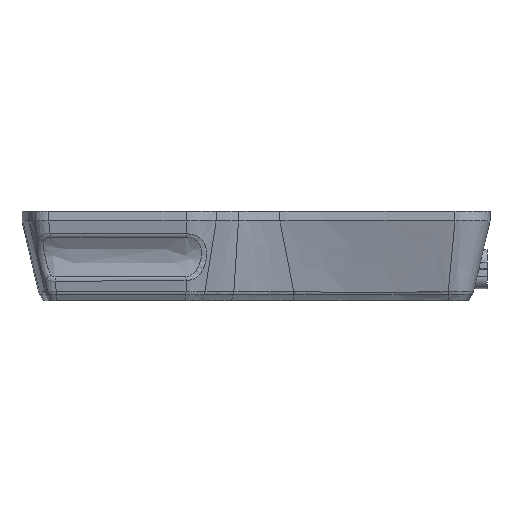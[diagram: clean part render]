
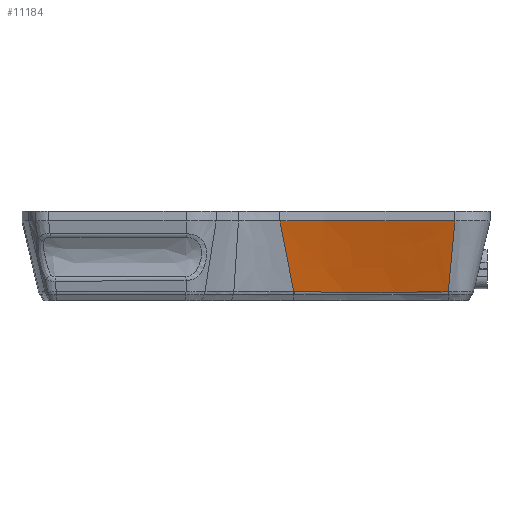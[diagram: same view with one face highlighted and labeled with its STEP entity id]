
A CAD part, left-side view. The second image highlights one B-rep face of the part: STEP entity #11184.
In plain terms, the highlighted free-form (B-spline) face has degree [3, 3] with [10, 4] control points.
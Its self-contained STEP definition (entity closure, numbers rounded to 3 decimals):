
#160=(
BOUNDED_CURVE()
B_SPLINE_CURVE(3,(#17101,#17102,#17103,#17104),.UNSPECIFIED.,.F.,.F.)
B_SPLINE_CURVE_WITH_KNOTS((4,4),(-1.,0.),.UNSPECIFIED.)
CURVE()
GEOMETRIC_REPRESENTATION_ITEM()
RATIONAL_B_SPLINE_CURVE((1.,1.,1.,1.))
REPRESENTATION_ITEM('')
);
#935=B_SPLINE_SURFACE_WITH_KNOTS('',3,3,((#23606,#23607,#23608,#23609),
(#23610,#23611,#23612,#23613),(#23614,#23615,#23616,#23617),(#23618,#23619,
#23620,#23621),(#23622,#23623,#23624,#23625),(#23626,#23627,#23628,#23629),
(#23630,#23631,#23632,#23633),(#23634,#23635,#23636,#23637),(#23638,#23639,
#23640,#23641),(#23642,#23643,#23644,#23645)),.UNSPECIFIED.,.F.,.F.,.F.,
(4,1,1,1,1,1,1,4),(4,4),(0.,0.143,0.286,0.429,
0.571,0.714,0.857,1.),(0.018,
1.),.UNSPECIFIED.);
#1441=FACE_OUTER_BOUND('',#2111,.T.);
#2111=EDGE_LOOP('',(#8541,#8542,#8543,#8544,#8545,#8546));
#2958=B_SPLINE_CURVE_WITH_KNOTS('',3,(#22934,#22935,#22936,#22937,#22938,
#22939,#22940,#22941),.UNSPECIFIED.,.F.,.F.,(4,1,1,1,1,4),(0.,
0.465,0.929,2.788,4.646,6.505),
 .UNSPECIFIED.);
#2961=B_SPLINE_CURVE_WITH_KNOTS('',3,(#22972,#22973,#22974,#22975),
 .UNSPECIFIED.,.F.,.F.,(4,4),(0.,0.008),
 .UNSPECIFIED.);
#2962=B_SPLINE_CURVE_WITH_KNOTS('',3,(#22992,#22993,#22994,#22995),
 .UNSPECIFIED.,.F.,.F.,(4,4),(0.,0.014),
 .UNSPECIFIED.);
#3210=LINE('',#23605,#3984);
#3211=LINE('',#23646,#3985);
#3984=VECTOR('',#13075,31.632);
#3985=VECTOR('',#13076,31.046);
#4790=VERTEX_POINT('',#17081);
#4792=VERTEX_POINT('',#17100);
#4954=VERTEX_POINT('',#21560);
#4965=VERTEX_POINT('',#21853);
#5015=VERTEX_POINT('',#22931);
#5016=VERTEX_POINT('',#22933);
#5962=EDGE_CURVE('',#4790,#4792,#160,.T.);
#6306=EDGE_CURVE('',#5015,#5016,#2958,.T.);
#6310=EDGE_CURVE('',#4965,#5015,#2961,.T.);
#6311=EDGE_CURVE('',#5016,#4954,#2962,.T.);
#6339=EDGE_CURVE('',#4954,#4792,#3210,.T.);
#6340=EDGE_CURVE('',#4965,#4790,#3211,.T.);
#8541=ORIENTED_EDGE('',*,*,#6311,.F.);
#8542=ORIENTED_EDGE('',*,*,#6306,.F.);
#8543=ORIENTED_EDGE('',*,*,#6310,.F.);
#8544=ORIENTED_EDGE('',*,*,#6340,.T.);
#8545=ORIENTED_EDGE('',*,*,#5962,.T.);
#8546=ORIENTED_EDGE('',*,*,#6339,.F.);
#11184=ADVANCED_FACE('',(#1441),#935,.F.);
#13075=DIRECTION('',(-0.257,0.185,0.948));
#13076=DIRECTION('',(-0.241,-0.09,0.966));
#17081=CARTESIAN_POINT('',(-36.911,-82.411,30.));
#17100=CARTESIAN_POINT('',(-36.896,-9.943,30.));
#17101=CARTESIAN_POINT('Ctrl Pts',(-36.911,-82.411,30.));
#17102=CARTESIAN_POINT('Ctrl Pts',(-36.501,-76.142,30.));
#17103=CARTESIAN_POINT('Ctrl Pts',(-33.3,-33.389,
30.));
#17104=CARTESIAN_POINT('Ctrl Pts',(-36.896,-9.943,30.));
#21560=CARTESIAN_POINT('',(-28.928,-15.684,0.622));
#21853=CARTESIAN_POINT('',(-29.586,-79.671,0.642));
#22931=CARTESIAN_POINT('',(-29.572,-79.594,0.641));
#22933=CARTESIAN_POINT('',(-28.907,-15.824,0.622));
#22934=CARTESIAN_POINT('Ctrl Pts',(-29.572,-79.594,
0.641));
#22935=CARTESIAN_POINT('Ctrl Pts',(-29.323,-78.15,
0.629));
#22936=CARTESIAN_POINT('Ctrl Pts',(-28.901,-75.165,
0.61));
#22937=CARTESIAN_POINT('Ctrl Pts',(-27.904,-66.089,
0.57));
#22938=CARTESIAN_POINT('Ctrl Pts',(-27.068,-52.314,
0.55));
#22939=CARTESIAN_POINT('Ctrl Pts',(-27.083,-33.957,
0.569));
#22940=CARTESIAN_POINT('Ctrl Pts',(-28.051,-21.804,
0.606));
#22941=CARTESIAN_POINT('Ctrl Pts',(-28.907,-15.824,
0.622));
#22972=CARTESIAN_POINT('Ctrl Pts',(-29.586,-79.671,
0.642));
#22973=CARTESIAN_POINT('Ctrl Pts',(-29.581,-79.645,
0.641));
#22974=CARTESIAN_POINT('Ctrl Pts',(-29.577,-79.62,
0.641));
#22975=CARTESIAN_POINT('Ctrl Pts',(-29.572,-79.594,
0.641));
#22992=CARTESIAN_POINT('Ctrl Pts',(-28.907,-15.824,
0.622));
#22993=CARTESIAN_POINT('Ctrl Pts',(-28.914,-15.777,
0.622));
#22994=CARTESIAN_POINT('Ctrl Pts',(-28.921,-15.731,0.622));
#22995=CARTESIAN_POINT('Ctrl Pts',(-28.928,-15.684,
0.622));
#23605=CARTESIAN_POINT('',(-28.759,-15.805,0.));
#23606=CARTESIAN_POINT('Ctrl Pts',(-29.563,-79.662,
0.55));
#23607=CARTESIAN_POINT('Ctrl Pts',(-32.012,-80.578,
10.367));
#23608=CARTESIAN_POINT('Ctrl Pts',(-34.462,-81.495,
20.183));
#23609=CARTESIAN_POINT('Ctrl Pts',(-36.911,-82.411,30.));
#23610=CARTESIAN_POINT('Ctrl Pts',(-29.31,-78.194,
0.55));
#23611=CARTESIAN_POINT('Ctrl Pts',(-31.824,-79.302,
10.367));
#23612=CARTESIAN_POINT('Ctrl Pts',(-34.338,-80.407,
20.183));
#23613=CARTESIAN_POINT('Ctrl Pts',(-36.853,-81.515,
30.));
#23614=CARTESIAN_POINT('Ctrl Pts',(-28.73,-74.173,
0.55));
#23615=CARTESIAN_POINT('Ctrl Pts',(-31.355,-75.45,
10.367));
#23616=CARTESIAN_POINT('Ctrl Pts',(-33.979,-76.729,
20.183));
#23617=CARTESIAN_POINT('Ctrl Pts',(-36.603,-78.006,
30.));
#23618=CARTESIAN_POINT('Ctrl Pts',(-27.838,-64.874,
0.55));
#23619=CARTESIAN_POINT('Ctrl Pts',(-30.542,-65.69,
10.367));
#23620=CARTESIAN_POINT('Ctrl Pts',(-33.247,-66.505,
20.183));
#23621=CARTESIAN_POINT('Ctrl Pts',(-35.951,-67.321,30.));
#23622=CARTESIAN_POINT('Ctrl Pts',(-27.199,-53.27,
0.55));
#23623=CARTESIAN_POINT('Ctrl Pts',(-29.913,-53.158,
10.367));
#23624=CARTESIAN_POINT('Ctrl Pts',(-32.628,-53.046,
20.183));
#23625=CARTESIAN_POINT('Ctrl Pts',(-35.342,-52.934,
30.));
#23626=CARTESIAN_POINT('Ctrl Pts',(-27.046,-40.948,
0.55));
#23627=CARTESIAN_POINT('Ctrl Pts',(-29.736,-39.857,
10.367));
#23628=CARTESIAN_POINT('Ctrl Pts',(-32.426,-38.763,
20.183));
#23629=CARTESIAN_POINT('Ctrl Pts',(-35.115,-37.672,
30.));
#23630=CARTESIAN_POINT('Ctrl Pts',(-27.447,-29.621,
0.55));
#23631=CARTESIAN_POINT('Ctrl Pts',(-30.114,-27.858,
10.367));
#23632=CARTESIAN_POINT('Ctrl Pts',(-32.781,-26.097,
20.183));
#23633=CARTESIAN_POINT('Ctrl Pts',(-35.449,-24.334,
30.));
#23634=CARTESIAN_POINT('Ctrl Pts',(-28.223,-20.682,
0.55));
#23635=CARTESIAN_POINT('Ctrl Pts',(-30.884,-18.685,
10.367));
#23636=CARTESIAN_POINT('Ctrl Pts',(-33.546,-16.686,20.183));
#23637=CARTESIAN_POINT('Ctrl Pts',(-36.207,-14.689,
30.));
#23638=CARTESIAN_POINT('Ctrl Pts',(-28.732,-16.927,
0.55));
#23639=CARTESIAN_POINT('Ctrl Pts',(-31.395,-14.978,
10.367));
#23640=CARTESIAN_POINT('Ctrl Pts',(-34.059,-13.026,
20.183));
#23641=CARTESIAN_POINT('Ctrl Pts',(-36.722,-11.076,
30.));
#23642=CARTESIAN_POINT('Ctrl Pts',(-28.908,-15.698,0.55));
#23643=CARTESIAN_POINT('Ctrl Pts',(-31.571,-13.78,10.367));
#23644=CARTESIAN_POINT('Ctrl Pts',(-34.233,-11.861,
20.183));
#23645=CARTESIAN_POINT('Ctrl Pts',(-36.896,-9.943,30.));
#23646=CARTESIAN_POINT('',(-29.425,-79.611,0.));
